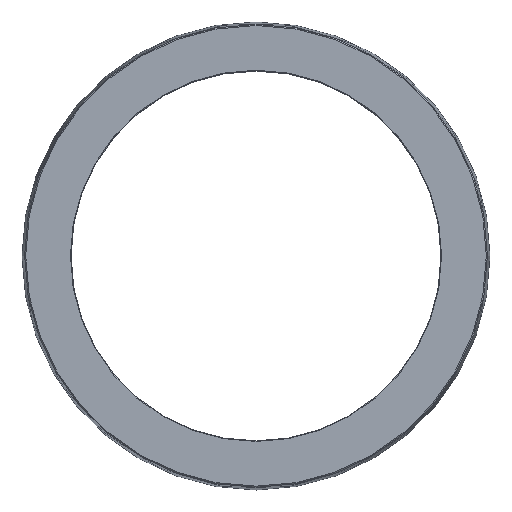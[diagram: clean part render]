
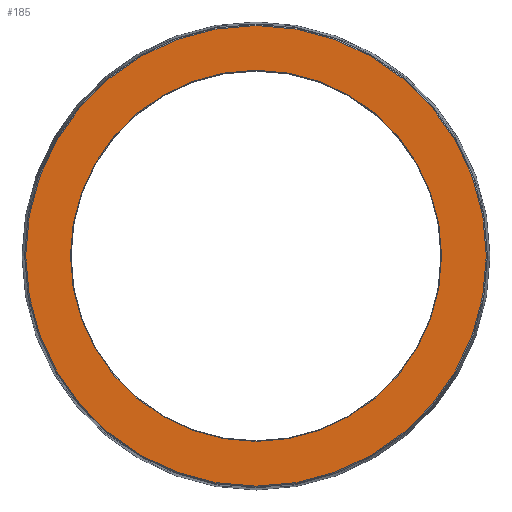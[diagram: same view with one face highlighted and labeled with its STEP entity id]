
A CAD part, top view. The second image highlights one B-rep face of the part: STEP entity #185.
In plain terms, the highlighted planar face has unit normal (0, 0, 1).
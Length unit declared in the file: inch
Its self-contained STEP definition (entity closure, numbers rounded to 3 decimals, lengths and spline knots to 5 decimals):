
#4 = EDGE_CURVE ( 'NONE', #56, #35, #259, .T. ) ;
#10 = AXIS2_PLACEMENT_3D ( 'NONE', #301, #394, #300 ) ;
#12 = AXIS2_PLACEMENT_3D ( 'NONE', #134, #478, #401 ) ;
#13 = AXIS2_PLACEMENT_3D ( 'NONE', #337, #197, #546 ) ;
#18 = VERTEX_POINT ( 'NONE', #80 ) ;
#19 = DIRECTION ( 'NONE',  ( 1., 0., 0. ) ) ;
#23 = CARTESIAN_POINT ( 'NONE',  ( 0., 0., 3.875 ) ) ;
#27 = ORIENTED_EDGE ( 'NONE', *, *, #4, .T. ) ;
#35 = VERTEX_POINT ( 'NONE', #446 ) ;
#56 = VERTEX_POINT ( 'NONE', #527 ) ;
#62 = FACE_BOUND ( 'NONE', #545, .T. ) ;
#80 = CARTESIAN_POINT ( 'NONE',  ( 5.2901, 0., 3.875 ) ) ;
#99 = AXIS2_PLACEMENT_3D ( 'NONE', #249, #282, #19 ) ;
#114 = DIRECTION ( 'NONE',  ( 0., 0., 1. ) ) ;
#134 = CARTESIAN_POINT ( 'NONE',  ( 0., 0., 3.875 ) ) ;
#136 = EDGE_CURVE ( 'NONE', #222, #18, #203, .T. ) ;
#154 = PLANE ( 'NONE',  #331 ) ;
#185 = ADVANCED_FACE ( 'NONE', ( #62, #235 ), #154, .T. ) ;
#190 = EDGE_LOOP ( 'NONE', ( #509, #324 ) ) ;
#197 = DIRECTION ( 'NONE',  ( 0., 0., 1. ) ) ;
#203 = CIRCLE ( 'NONE', #12, 5.2901 ) ;
#222 = VERTEX_POINT ( 'NONE', #450 ) ;
#235 = FACE_OUTER_BOUND ( 'NONE', #190, .T. ) ;
#249 = CARTESIAN_POINT ( 'NONE',  ( 0., 0., 3.875 ) ) ;
#259 = CIRCLE ( 'NONE', #10, 4.2625 ) ;
#282 = DIRECTION ( 'NONE',  ( 0., 0., -1. ) ) ;
#300 = DIRECTION ( 'NONE',  ( 1., 0., 0. ) ) ;
#301 = CARTESIAN_POINT ( 'NONE',  ( 0., 0., 3.875 ) ) ;
#320 = DIRECTION ( 'NONE',  ( 1., 0., 0. ) ) ;
#324 = ORIENTED_EDGE ( 'NONE', *, *, #362, .T. ) ;
#331 = AXIS2_PLACEMENT_3D ( 'NONE', #23, #114, #320 ) ;
#337 = CARTESIAN_POINT ( 'NONE',  ( 0., 0., 3.875 ) ) ;
#341 = CIRCLE ( 'NONE', #13, 5.2901 ) ;
#362 = EDGE_CURVE ( 'NONE', #18, #222, #341, .T. ) ;
#394 = DIRECTION ( 'NONE',  ( 0., 0., -1. ) ) ;
#401 = DIRECTION ( 'NONE',  ( 1., 0., 0. ) ) ;
#404 = ORIENTED_EDGE ( 'NONE', *, *, #431, .T. ) ;
#431 = EDGE_CURVE ( 'NONE', #35, #56, #448, .T. ) ;
#446 = CARTESIAN_POINT ( 'NONE',  ( 4.2625, 0., 3.875 ) ) ;
#448 = CIRCLE ( 'NONE', #99, 4.2625 ) ;
#450 = CARTESIAN_POINT ( 'NONE',  ( -5.2901, 0., 3.875 ) ) ;
#478 = DIRECTION ( 'NONE',  ( 0., 0., 1. ) ) ;
#509 = ORIENTED_EDGE ( 'NONE', *, *, #136, .T. ) ;
#527 = CARTESIAN_POINT ( 'NONE',  ( -4.2625, 0., 3.875 ) ) ;
#545 = EDGE_LOOP ( 'NONE', ( #404, #27 ) ) ;
#546 = DIRECTION ( 'NONE',  ( 1., 0., 0. ) ) ;
